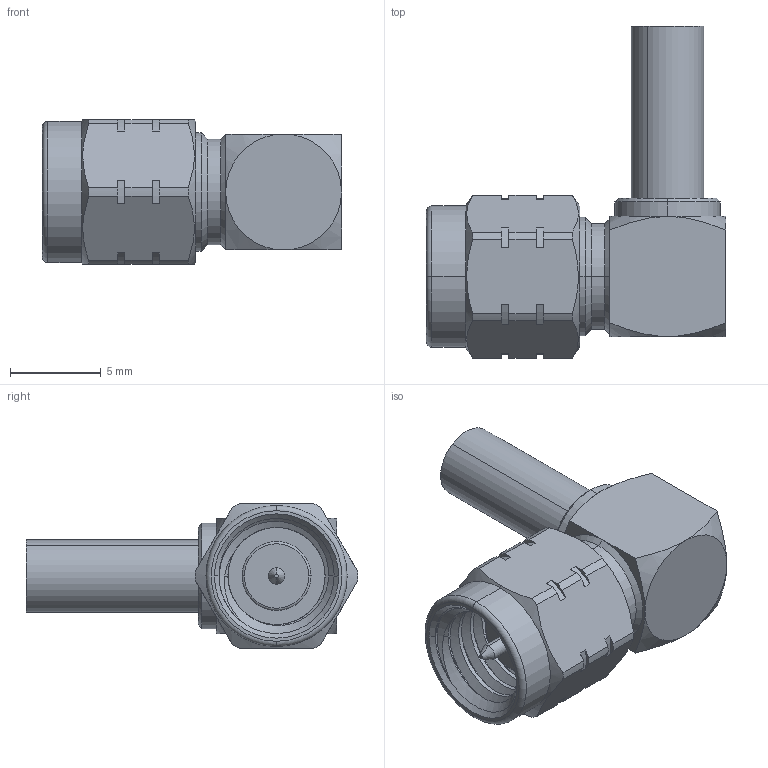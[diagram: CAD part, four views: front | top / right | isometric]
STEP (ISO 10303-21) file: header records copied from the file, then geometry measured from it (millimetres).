
FILE_DESCRIPTION (( 'STEP AP214' ), '1' );
FILE_NAME ('FMCN45952_3D.step', '2023-05-31T23:05:34', ( '' ), ( '' ), 'SwSTEP 2.0', 'SolidWorks 2022', '' );
FILE_SCHEMA (( 'AUTOMOTIVE_DESIGN' ));
Length unit declared in the file: millimetre
Products named in the file (5): Body^FMCN45952; FMCN45952_3D; Ferrule^FMCN45952; Contact^FMCN45952; Cap^FMCN45952
Assembly tree (4 placements, depth 2):
  FMCN45952_3D
    Body^FMCN45952
    Contact^FMCN45952
    Ferrule^FMCN45952
    Cap^FMCN45952
Bounding box: 16.5 x 18.32 x 8 mm (x, y, z)
Volume: 732.6 mm3; surface area: 1144.6 mm2
Topology: 4 solids, 4 shells, 265 faces, 702 edges, 453 vertices
Faces by surface type: plane 143, cylinder 83, cone 28, bspline 7, torus 4
Entity records: 10726 total; most frequent: CARTESIAN_POINT 4229, ORIENTED_EDGE 1400, DIRECTION 1212, EDGE_CURVE 700, VERTEX_POINT 453, AXIS2_PLACEMENT_3D 423, VECTOR 366, LINE 366
